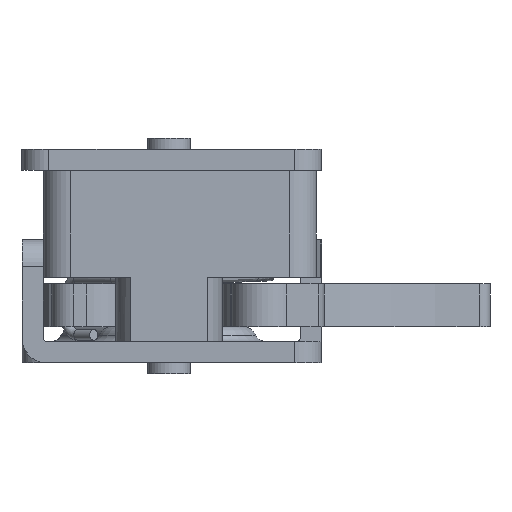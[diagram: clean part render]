
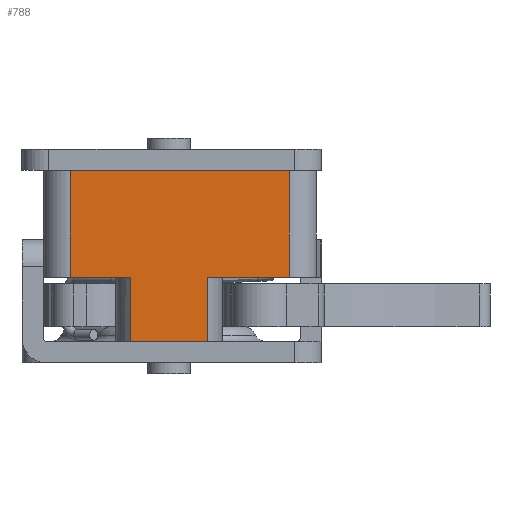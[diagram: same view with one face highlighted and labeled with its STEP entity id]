
A CAD part, left-side view. The second image highlights one B-rep face of the part: STEP entity #788.
In plain terms, the highlighted planar face has unit normal (-1, 0, 0).
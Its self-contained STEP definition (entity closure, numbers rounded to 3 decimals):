
#788=ADVANCED_FACE('',(#1421),#1422,.F.);
#1421=FACE_OUTER_BOUND('',#3389,.T.);
#1422=PLANE('',#3390);
#3389=EDGE_LOOP('',(#5335,#5336,#5337,#5338,#5339,#5340,#5341,#5342));
#3390=AXIS2_PLACEMENT_3D('',#5343,#5344,#5345);
#5335=ORIENTED_EDGE('',*,*,#7573,.T.);
#5336=ORIENTED_EDGE('',*,*,#7657,.T.);
#5337=ORIENTED_EDGE('',*,*,#7620,.F.);
#5338=ORIENTED_EDGE('',*,*,#7658,.F.);
#5339=ORIENTED_EDGE('',*,*,#7595,.T.);
#5340=ORIENTED_EDGE('',*,*,#7659,.T.);
#5341=ORIENTED_EDGE('',*,*,#7660,.T.);
#5342=ORIENTED_EDGE('',*,*,#7661,.F.);
#5343=CARTESIAN_POINT('',(-41.689,18.528,2.25));
#5344=DIRECTION('',(1.,0.,0.));
#5345=DIRECTION('',(0.,1.,0.));
#7573=EDGE_CURVE('',#8957,#8955,#8958,.T.);
#7595=EDGE_CURVE('',#9001,#8999,#9002,.T.);
#7620=EDGE_CURVE('',#9042,#9044,#9045,.T.);
#7657=EDGE_CURVE('',#8955,#9044,#9116,.T.);
#7658=EDGE_CURVE('',#9001,#9042,#9117,.T.);
#7659=EDGE_CURVE('',#8999,#9118,#9119,.T.);
#7660=EDGE_CURVE('',#9118,#9120,#9121,.T.);
#7661=EDGE_CURVE('',#8957,#9120,#9122,.T.);
#8955=VERTEX_POINT('',#11127);
#8957=VERTEX_POINT('',#11129);
#8958=LINE('',#11130,#11131);
#8999=VERTEX_POINT('',#11181);
#9001=VERTEX_POINT('',#11183);
#9002=LINE('',#11184,#11185);
#9042=VERTEX_POINT('',#11244);
#9044=VERTEX_POINT('',#11246);
#9045=LINE('',#11247,#11248);
#9116=LINE('',#11334,#11335);
#9117=LINE('',#11336,#11337);
#9118=VERTEX_POINT('',#11338);
#9119=LINE('',#11339,#11340);
#9120=VERTEX_POINT('',#11341);
#9121=LINE('',#11342,#11343);
#9122=LINE('',#11344,#11345);
#11127=CARTESIAN_POINT('',(-41.689,-1.972,2.25));
#11129=CARTESIAN_POINT('',(-41.689,5.707,2.25));
#11130=CARTESIAN_POINT('',(-41.689,18.528,2.25));
#11131=VECTOR('',#13327,1.0);
#11181=CARTESIAN_POINT('',(-41.689,12.848,2.25));
#11183=CARTESIAN_POINT('',(-41.689,18.528,2.25));
#11184=CARTESIAN_POINT('',(-41.689,18.528,2.25));
#11185=VECTOR('',#13373,1.0);
#11244=CARTESIAN_POINT('',(-41.689,18.528,12.25));
#11246=CARTESIAN_POINT('',(-41.689,-1.972,12.25));
#11247=CARTESIAN_POINT('',(-41.689,18.528,12.25));
#11248=VECTOR('',#13408,1.0);
#11334=CARTESIAN_POINT('',(-41.689,-1.972,2.25));
#11335=VECTOR('',#13487,1.0);
#11336=CARTESIAN_POINT('',(-41.689,18.528,2.25));
#11337=VECTOR('',#13488,1.0);
#11338=CARTESIAN_POINT('',(-41.689,12.848,-3.75));
#11339=CARTESIAN_POINT('',(-41.689,12.848,71.073));
#11340=VECTOR('',#13489,1.0);
#11341=CARTESIAN_POINT('',(-41.689,5.707,-3.75));
#11342=CARTESIAN_POINT('',(-41.689,12.848,-3.75));
#11343=VECTOR('',#13490,1.0);
#11344=CARTESIAN_POINT('',(-41.689,5.707,71.073));
#11345=VECTOR('',#13491,1.0);
#13327=DIRECTION('',(0.,-1.,0.));
#13373=DIRECTION('',(0.,-1.,0.));
#13408=DIRECTION('',(0.,-1.,0.));
#13487=DIRECTION('',(0.,0.,1.0));
#13488=DIRECTION('',(0.,0.,1.0));
#13489=DIRECTION('',(0.,0.,-1.0));
#13490=DIRECTION('',(0.,-1.,0.));
#13491=DIRECTION('',(0.,0.,-1.0));
